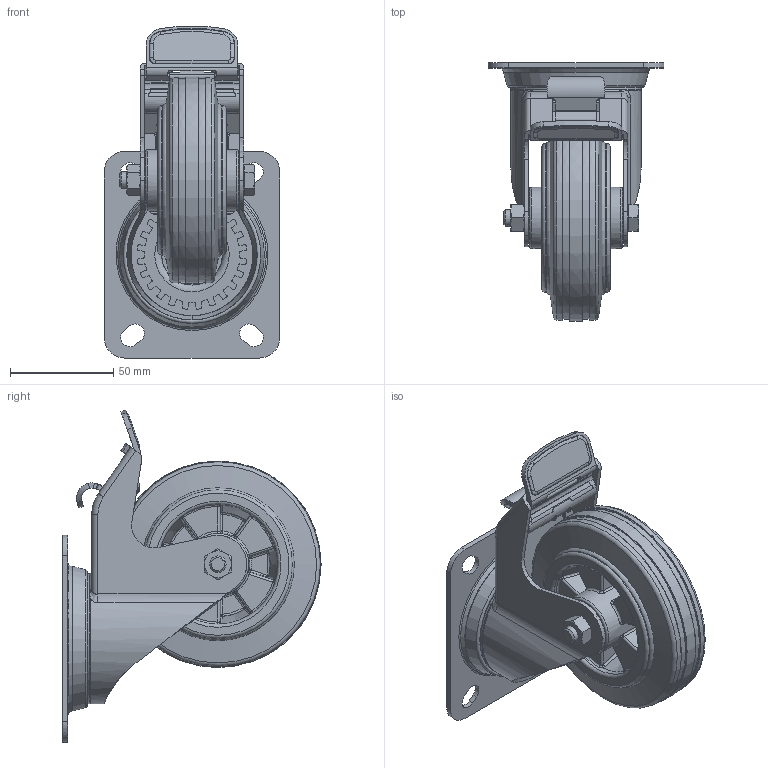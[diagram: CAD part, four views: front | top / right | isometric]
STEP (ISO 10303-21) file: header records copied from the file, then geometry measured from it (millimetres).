
FILE_DESCRIPTION(/* description */ (''),/* implementation_level */ '2;1');
FILE_NAME(/* name */ 'Syskomp 412259790 Lenkrolle mit Anbauflansch D100.stp',/* time_stamp */ '2015-09-02T12:02:11+02:00',/* author */ ('mstrom'),/* organization */ (''),/* preprocessor_version */ 'ST-DEVELOPER v15.2',/* originating_system */ 'Autodesk Inventor 2014',/* authorisation */ '');
FILE_SCHEMA (('AUTOMOTIVE_DESIGN { 1 0 10303 214 3 1 1 }'));
Length unit declared in the file: millimetre
Products named in the file (1): 412259790 Lenkrolle mit Anbauflansch D100
Bounding box: 85 x 125 x 160.63 mm (x, y, z)
Volume: 279780.8 mm3; surface area: 91926.9 mm2
Topology: 4 solids, 5 shells, 1063 faces, 2862 edges, 1787 vertices
Faces by surface type: cylinder 343, plane 309, bspline 225, torus 104, cone 42, sphere 40
Full cylindrical faces by diameter (mm): 8 x2, 12.3 x1, 13 x1, 18.6 x1, 20.507 x1, 58 x2, 72 x2
Entity records: 56005 total; most frequent: CARTESIAN_POINT 31151, ORIENTED_EDGE 5484, DIRECTION 4877, EDGE_CURVE 2742, AXIS2_PLACEMENT_3D 1889, VERTEX_POINT 1762, EDGE_LOOP 1150, LINE 1099
